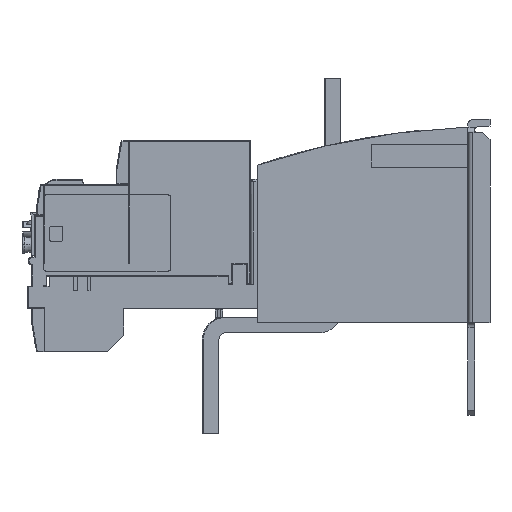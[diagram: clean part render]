
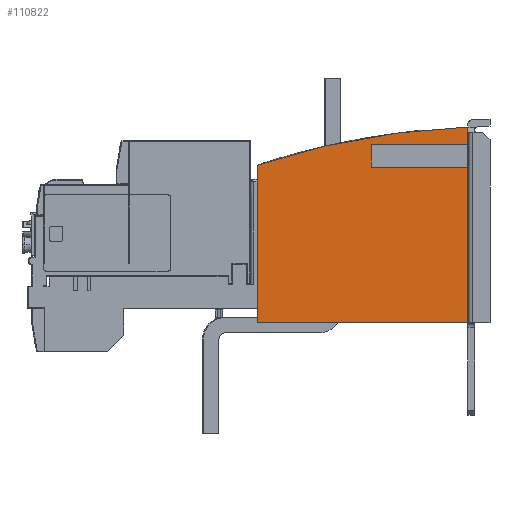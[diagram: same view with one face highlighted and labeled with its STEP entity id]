
A CAD part, left-side view. The second image highlights one B-rep face of the part: STEP entity #110822.
In plain terms, the highlighted planar face has unit normal (-1, 0, 0).
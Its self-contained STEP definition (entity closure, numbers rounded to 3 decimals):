
#19406=DIRECTION('',(0.,1.,0.));
#19407=VECTOR('',#19406,1.496);
#19408=CARTESIAN_POINT('',(0.02,0.343,
-0.386));
#19409=LINE('',#19408,#19407);
#19410=DIRECTION('',(0.,0.,-1.));
#19411=VECTOR('',#19410,0.354);
#19412=CARTESIAN_POINT('',(0.02,1.839,
-0.386));
#19413=LINE('',#19412,#19411);
#19414=DIRECTION('',(0.,0.,-1.));
#19415=VECTOR('',#19414,2.409);
#19416=CARTESIAN_POINT('',(0.02,0.343,
-0.74));
#19417=LINE('',#19416,#19415);
#19418=DIRECTION('',(0.,1.,0.));
#19419=VECTOR('',#19418,3.268);
#19420=CARTESIAN_POINT('',(0.02,0.343,
-3.15));
#19421=LINE('',#19420,#19419);
#19422=DIRECTION('',(0.,0.,1.));
#19423=VECTOR('',#19422,2.441);
#19424=CARTESIAN_POINT('',(0.02,3.61,
-3.15));
#19425=LINE('',#19424,#19423);
#19426=CARTESIAN_POINT('',(0.02,-0.103,
-11.921));
#19427=DIRECTION('',(1.,0.,0.));
#19428=DIRECTION('',(0.,0.314,0.949));
#19429=AXIS2_PLACEMENT_3D('',#19426,#19427,#19428);
#19431=DIRECTION('',(0.,0.,-1.));
#19432=VECTOR('',#19431,0.268);
#19433=CARTESIAN_POINT('',(0.02,0.343,
-0.118));
#19434=LINE('',#19433,#19432);
#19443=DIRECTION('',(0.,1.,0.));
#19444=VECTOR('',#19443,1.496);
#19445=CARTESIAN_POINT('',(0.02,0.343,
-0.74));
#19446=LINE('',#19445,#19444);
#75980=CARTESIAN_POINT('',(0.02,3.61,
-3.15));
#75981=VERTEX_POINT('',#75980);
#75982=CARTESIAN_POINT('',(0.02,0.343,
-3.15));
#75983=VERTEX_POINT('',#75982);
#76099=CARTESIAN_POINT('',(0.02,0.343,
-0.74));
#76100=VERTEX_POINT('',#76099);
#76105=CARTESIAN_POINT('',(0.02,0.343,
-0.386));
#76106=VERTEX_POINT('',#76105);
#76107=CARTESIAN_POINT('',(0.02,0.343,
-0.118));
#76108=VERTEX_POINT('',#76107);
#76121=CARTESIAN_POINT('',(0.02,1.839,
-0.386));
#76122=VERTEX_POINT('',#76121);
#76123=CARTESIAN_POINT('',(0.02,1.839,
-0.74));
#76124=VERTEX_POINT('',#76123);
#76125=CARTESIAN_POINT('',(0.02,3.61,
-0.709));
#76126=VERTEX_POINT('',#76125);
#110802=CARTESIAN_POINT('',(0.02,2.688,
-1.634));
#110803=DIRECTION('',(1.,0.,0.));
#110804=DIRECTION('',(0.,0.,-1.));
#110805=AXIS2_PLACEMENT_3D('',#110802,#110803,#110804);
#110806=PLANE('',#110805);
#110808=ORIENTED_EDGE('',*,*,#110807,.T.);
#110810=ORIENTED_EDGE('',*,*,#110809,.T.);
#110812=ORIENTED_EDGE('',*,*,#110811,.F.);
#110813=ORIENTED_EDGE('',*,*,#110682,.T.);
#110814=ORIENTED_EDGE('',*,*,#110451,.T.);
#110816=ORIENTED_EDGE('',*,*,#110815,.T.);
#110818=ORIENTED_EDGE('',*,*,#110817,.T.);
#110819=ORIENTED_EDGE('',*,*,#110690,.T.);
#110820=EDGE_LOOP('',(#110808,#110810,#110812,#110813,#110814,#110816,#110818,
#110819));
#110821=FACE_OUTER_BOUND('',#110820,.F.);
#110822=ADVANCED_FACE('',(#110821),#110806,.F.);
#19430=CIRCLE('',#19429,11.811);
#110451=EDGE_CURVE('',#75983,#75981,#19421,.T.);
#110682=EDGE_CURVE('',#76100,#75983,#19417,.T.);
#110690=EDGE_CURVE('',#76108,#76106,#19434,.T.);
#110807=EDGE_CURVE('',#76106,#76122,#19409,.T.);
#110809=EDGE_CURVE('',#76122,#76124,#19413,.T.);
#110811=EDGE_CURVE('',#76100,#76124,#19446,.T.);
#110815=EDGE_CURVE('',#75981,#76126,#19425,.T.);
#110817=EDGE_CURVE('',#76126,#76108,#19430,.T.);
